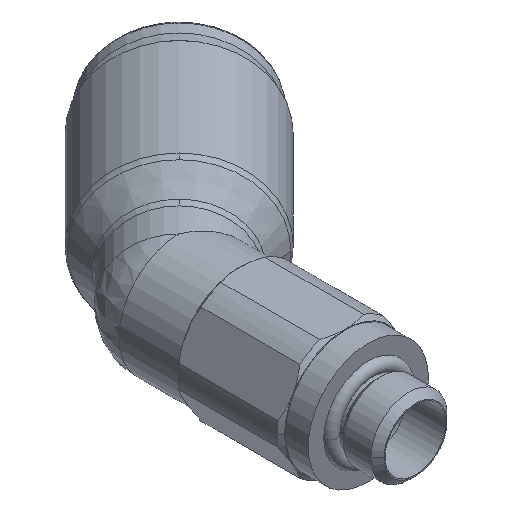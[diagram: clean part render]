
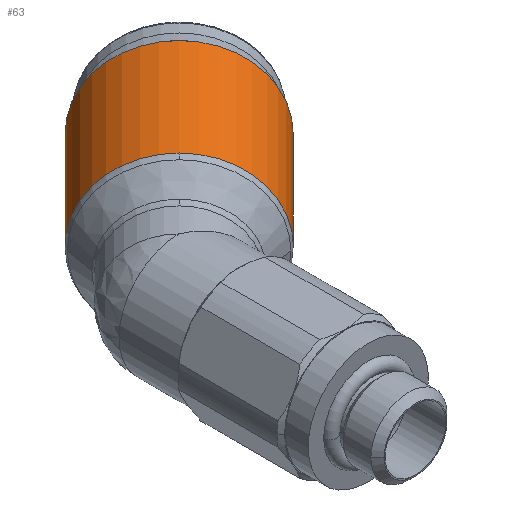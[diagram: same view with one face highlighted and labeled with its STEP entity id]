
A CAD part, isometric view. The second image highlights one B-rep face of the part: STEP entity #63.
In plain terms, the highlighted cylindrical face has radius 5.3 mm (diameter 10.6 mm), a partial arc.
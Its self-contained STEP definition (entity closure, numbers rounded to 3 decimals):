
#63=ADVANCED_FACE('',(#162),#163,.T.);
#162=FACE_OUTER_BOUND('',#332,.T.);
#163=CYLINDRICAL_SURFACE('',#333,5.3);
#332=EDGE_LOOP('',(#589,#590,#591,#592,#593));
#333=AXIS2_PLACEMENT_3D('',#594,#595,#596);
#589=ORIENTED_EDGE('',*,*,#1162,.F.);
#590=ORIENTED_EDGE('',*,*,#1163,.T.);
#591=ORIENTED_EDGE('',*,*,#1164,.T.);
#592=ORIENTED_EDGE('',*,*,#1165,.F.);
#593=ORIENTED_EDGE('',*,*,#1166,.F.);
#594=CARTESIAN_POINT('',(6.452,18.882,0.0));
#595=DIRECTION('',(0.707,0.707,0.0));
#596=DIRECTION('',(-0.707,0.707,0.0));
#1162=EDGE_CURVE('',#1409,#1410,#1411,.T.);
#1163=EDGE_CURVE('',#1409,#1412,#1413,.T.);
#1164=EDGE_CURVE('',#1412,#1414,#1415,.T.);
#1165=EDGE_CURVE('',#1416,#1414,#1417,.T.);
#1166=EDGE_CURVE('',#1410,#1416,#1418,.T.);
#1409=VERTEX_POINT('',#1810);
#1410=VERTEX_POINT('',#1811);
#1411=LINE('',#1812,#1813);
#1412=VERTEX_POINT('',#1814);
#1413=CIRCLE('',#1815,5.3);
#1414=VERTEX_POINT('',#1816);
#1415=CIRCLE('',#1817,5.3);
#1416=VERTEX_POINT('',#1818);
#1417=LINE('',#1819,#1820);
#1418=CIRCLE('',#1821,5.3);
#1810=CARTESIAN_POINT('',(-0.495,19.43,0.0));
#1811=CARTESIAN_POINT('',(5.904,25.83,0.0));
#1812=CARTESIAN_POINT('',(2.705,22.63,0.));
#1813=VECTOR('',#2695,1.0);
#1814=CARTESIAN_POINT('',(3.253,15.683,5.3));
#1815=AXIS2_PLACEMENT_3D('',#2696,#2697,#2698);
#1816=CARTESIAN_POINT('',(7.,11.935,0.));
#1817=AXIS2_PLACEMENT_3D('',#2699,#2700,#2701);
#1818=CARTESIAN_POINT('',(13.4,18.334,0.));
#1819=CARTESIAN_POINT('',(10.2,15.135,0.));
#1820=VECTOR('',#2702,1.0);
#1821=AXIS2_PLACEMENT_3D('',#2703,#2704,#2705);
#2695=DIRECTION('',(0.707,0.707,0.0));
#2696=CARTESIAN_POINT('',(3.253,15.683,0.0));
#2697=DIRECTION('',(0.707,0.707,0.0));
#2698=DIRECTION('',(-0.707,0.707,0.0));
#2699=CARTESIAN_POINT('',(3.253,15.683,0.0));
#2700=DIRECTION('',(0.707,0.707,0.0));
#2701=DIRECTION('',(-0.707,0.707,0.0));
#2702=DIRECTION('',(-0.707,-0.707,-0.0));
#2703=CARTESIAN_POINT('',(9.652,22.082,0.0));
#2704=DIRECTION('',(0.707,0.707,0.0));
#2705=DIRECTION('',(-0.707,0.707,0.0));
